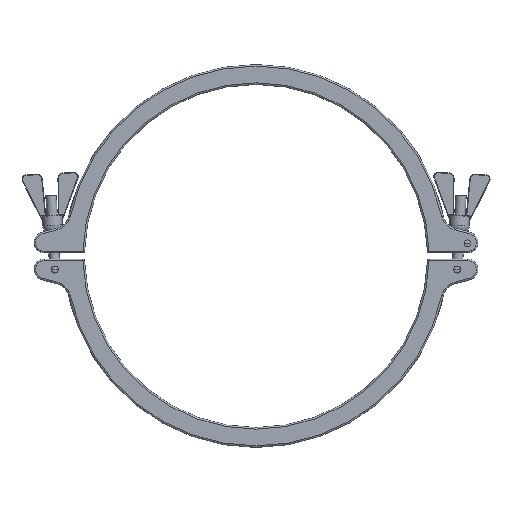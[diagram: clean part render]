
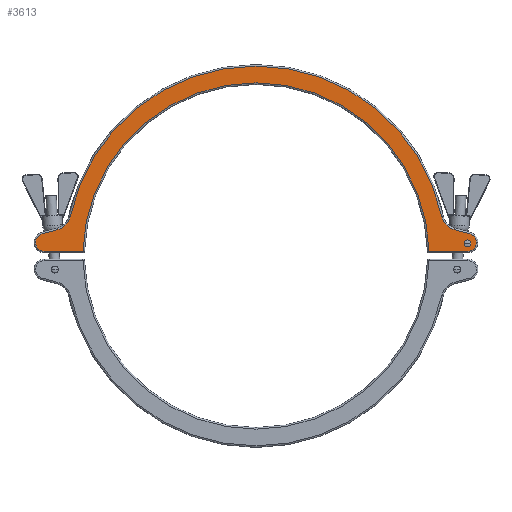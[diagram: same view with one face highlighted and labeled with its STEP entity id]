
A CAD part, top view. The second image highlights one B-rep face of the part: STEP entity #3613.
In plain terms, the highlighted planar face has unit normal (0, 0, 1).
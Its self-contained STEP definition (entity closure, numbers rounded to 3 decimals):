
#41 = CARTESIAN_POINT ( 'NONE',  ( -202.5, 13., 12. ) ) ;
#166 = CARTESIAN_POINT ( 'NONE',  ( 177.786, 37.752, 12. ) ) ;
#169 = CIRCLE ( 'NONE', #11719, 3.3 ) ;
#477 = ORIENTED_EDGE ( 'NONE', *, *, #9557, .T. ) ;
#498 = AXIS2_PLACEMENT_3D ( 'NONE', #15774, #10304, #17184 ) ;
#657 = CARTESIAN_POINT ( 'NONE',  ( 202.5, 4.5, 12. ) ) ;
#932 = LINE ( 'NONE', #657, #3871 ) ;
#988 = ORIENTED_EDGE ( 'NONE', *, *, #5328, .T. ) ;
#1295 = CARTESIAN_POINT ( 'NONE',  ( -202.5, 4.5, 12. ) ) ;
#1333 = ORIENTED_EDGE ( 'NONE', *, *, #4762, .T. ) ;
#1340 = AXIS2_PLACEMENT_3D ( 'NONE', #17450, #12168, #2716 ) ;
#1789 = CARTESIAN_POINT ( 'NONE',  ( 204.7, 21.21, 12. ) ) ;
#1830 = AXIS2_PLACEMENT_3D ( 'NONE', #3616, #10417, #13257 ) ;
#1842 = CARTESIAN_POINT ( 'NONE',  ( -164.223, 4.5, 12. ) ) ;
#1862 = CARTESIAN_POINT ( 'NONE',  ( 202.5, 12., 12. ) ) ;
#1873 = ORIENTED_EDGE ( 'NONE', *, *, #4976, .F. ) ;
#1890 = LINE ( 'NONE', #9994, #2971 ) ;
#1966 = VERTEX_POINT ( 'NONE', #16867 ) ;
#1990 = AXIS2_PLACEMENT_3D ( 'NONE', #10546, #14625, #9069 ) ;
#2256 = EDGE_CURVE ( 'NONE', #12706, #17386, #1890, .T. ) ;
#2389 = PLANE ( 'NONE',  #1830 ) ;
#2522 = CARTESIAN_POINT ( 'NONE',  ( 0., 0., 12. ) ) ;
#2560 = CARTESIAN_POINT ( 'NONE',  ( 211., 13., 12. ) ) ;
#2716 = DIRECTION ( 'NONE',  ( 1., 0., 0. ) ) ;
#2927 = EDGE_CURVE ( 'NONE', #13266, #8336, #6645, .T. ) ;
#2971 = VECTOR ( 'NONE', #11402, 1000. ) ;
#3460 = CIRCLE ( 'NONE', #7142, 16.5 ) ;
#3613 = ADVANCED_FACE ( 'NONE', ( #14484, #6524 ), #2389, .T. ) ;
#3616 = CARTESIAN_POINT ( 'NONE',  ( 0., 0., 12. ) ) ;
#3871 = VECTOR ( 'NONE', #6120, 1000. ) ;
#3876 = ORIENTED_EDGE ( 'NONE', *, *, #13760, .T. ) ;
#4154 = CARTESIAN_POINT ( 'NONE',  ( 189.656, 25.241, 12. ) ) ;
#4392 = CIRCLE ( 'NONE', #14286, 8.5 ) ;
#4473 = DIRECTION ( 'NONE',  ( 1., 0., 0. ) ) ;
#4572 = DIRECTION ( 'NONE',  ( 1., 0., 0. ) ) ;
#4762 = EDGE_CURVE ( 'NONE', #6175, #16669, #11340, .T. ) ;
#4770 = EDGE_CURVE ( 'NONE', #16669, #13266, #3460, .T. ) ;
#4976 = EDGE_CURVE ( 'NONE', #1966, #7437, #9632, .T. ) ;
#5328 = EDGE_CURVE ( 'NONE', #12126, #7773, #16661, .T. ) ;
#5332 = CARTESIAN_POINT ( 'NONE',  ( -165.689, 4.5, 12. ) ) ;
#5560 = ORIENTED_EDGE ( 'NONE', *, *, #11361, .T. ) ;
#5732 = EDGE_CURVE ( 'NONE', #7773, #16960, #8442, .T. ) ;
#6102 = CIRCLE ( 'NONE', #1340, 16.5 ) ;
#6120 = DIRECTION ( 'NONE',  ( 1., 0., 0. ) ) ;
#6175 = VERTEX_POINT ( 'NONE', #1789 ) ;
#6524 = FACE_BOUND ( 'NONE', #15360, .T. ) ;
#6535 = CARTESIAN_POINT ( 'NONE',  ( -204.7, 21.21, 12. ) ) ;
#6645 = CIRCLE ( 'NONE', #17358, 181.75 ) ;
#7010 = EDGE_LOOP ( 'NONE', ( #988, #11687, #477, #14283, #3876, #1333, #9435, #14749, #5560, #8543, #14822 ) ) ;
#7142 = AXIS2_PLACEMENT_3D ( 'NONE', #15155, #15493, #12780 ) ;
#7386 = CARTESIAN_POINT ( 'NONE',  ( 189.656, 25.241, 12. ) ) ;
#7432 = EDGE_CURVE ( 'NONE', #7437, #1966, #169, .T. ) ;
#7437 = VERTEX_POINT ( 'NONE', #8282 ) ;
#7728 = VECTOR ( 'NONE', #4473, 1000. ) ;
#7773 = VERTEX_POINT ( 'NONE', #5332 ) ;
#8082 = DIRECTION ( 'NONE',  ( 1., 0., 0. ) ) ;
#8282 = CARTESIAN_POINT ( 'NONE',  ( 205.8, 12., 12. ) ) ;
#8336 = VERTEX_POINT ( 'NONE', #10414 ) ;
#8442 = CIRCLE ( 'NONE', #17454, 165.75 ) ;
#8543 = ORIENTED_EDGE ( 'NONE', *, *, #2256, .T. ) ;
#8852 = VERTEX_POINT ( 'NONE', #2560 ) ;
#9069 = DIRECTION ( 'NONE',  ( 1., 0., 0. ) ) ;
#9417 = ORIENTED_EDGE ( 'NONE', *, *, #7432, .F. ) ;
#9435 = ORIENTED_EDGE ( 'NONE', *, *, #4770, .T. ) ;
#9557 = EDGE_CURVE ( 'NONE', #16960, #10398, #932, .T. ) ;
#9632 = CIRCLE ( 'NONE', #11878, 3.3 ) ;
#9807 = DIRECTION ( 'NONE',  ( 0., 0., 1. ) ) ;
#9872 = CIRCLE ( 'NONE', #1990, 8.5 ) ;
#9994 = CARTESIAN_POINT ( 'NONE',  ( -204.7, 21.21, 12. ) ) ;
#10075 = CIRCLE ( 'NONE', #498, 8.5 ) ;
#10289 = DIRECTION ( 'NONE',  ( 1., 0., 0. ) ) ;
#10304 = DIRECTION ( 'NONE',  ( 0., 0., 1. ) ) ;
#10398 = VERTEX_POINT ( 'NONE', #12077 ) ;
#10414 = CARTESIAN_POINT ( 'NONE',  ( -177.786, 37.752, 12. ) ) ;
#10417 = DIRECTION ( 'NONE',  ( 0., 0., 1. ) ) ;
#10546 = CARTESIAN_POINT ( 'NONE',  ( 202.5, 13., 12. ) ) ;
#10652 = DIRECTION ( 'NONE',  ( 1., 0., 0. ) ) ;
#10692 = EDGE_CURVE ( 'NONE', #17386, #12126, #4392, .T. ) ;
#10915 = DIRECTION ( 'NONE',  ( 0., 0., 1. ) ) ;
#11077 = VECTOR ( 'NONE', #16725, 1000. ) ;
#11340 = LINE ( 'NONE', #7386, #11077 ) ;
#11361 = EDGE_CURVE ( 'NONE', #8336, #12706, #6102, .T. ) ;
#11402 = DIRECTION ( 'NONE',  ( -0.966, -0.259, 0. ) ) ;
#11687 = ORIENTED_EDGE ( 'NONE', *, *, #5732, .T. ) ;
#11719 = AXIS2_PLACEMENT_3D ( 'NONE', #13325, #10915, #10652 ) ;
#11878 = AXIS2_PLACEMENT_3D ( 'NONE', #1862, #9807, #4572 ) ;
#12012 = EDGE_CURVE ( 'NONE', #10398, #8852, #10075, .T. ) ;
#12052 = DIRECTION ( 'NONE',  ( 0., 0., 1. ) ) ;
#12077 = CARTESIAN_POINT ( 'NONE',  ( 202.5, 4.5, 12. ) ) ;
#12126 = VERTEX_POINT ( 'NONE', #1295 ) ;
#12168 = DIRECTION ( 'NONE',  ( 0., 0., -1. ) ) ;
#12706 = VERTEX_POINT ( 'NONE', #16632 ) ;
#12780 = DIRECTION ( 'NONE',  ( 1., 0., 0. ) ) ;
#13257 = DIRECTION ( 'NONE',  ( 1., 0., 0. ) ) ;
#13266 = VERTEX_POINT ( 'NONE', #166 ) ;
#13325 = CARTESIAN_POINT ( 'NONE',  ( 202.5, 12., 12. ) ) ;
#13760 = EDGE_CURVE ( 'NONE', #8852, #6175, #9872, .T. ) ;
#14283 = ORIENTED_EDGE ( 'NONE', *, *, #12012, .T. ) ;
#14286 = AXIS2_PLACEMENT_3D ( 'NONE', #41, #12052, #8082 ) ;
#14365 = CARTESIAN_POINT ( 'NONE',  ( 0., 0., 12. ) ) ;
#14484 = FACE_OUTER_BOUND ( 'NONE', #7010, .T. ) ;
#14625 = DIRECTION ( 'NONE',  ( 0., 0., 1. ) ) ;
#14749 = ORIENTED_EDGE ( 'NONE', *, *, #2927, .T. ) ;
#14822 = ORIENTED_EDGE ( 'NONE', *, *, #10692, .T. ) ;
#14824 = CARTESIAN_POINT ( 'NONE',  ( 165.689, 4.5, 12. ) ) ;
#15155 = CARTESIAN_POINT ( 'NONE',  ( 193.926, 41.179, 12. ) ) ;
#15360 = EDGE_LOOP ( 'NONE', ( #1873, #9417 ) ) ;
#15493 = DIRECTION ( 'NONE',  ( 0., 0., -1. ) ) ;
#15774 = CARTESIAN_POINT ( 'NONE',  ( 202.5, 13., 12. ) ) ;
#16017 = DIRECTION ( 'NONE',  ( 0., 0., -1. ) ) ;
#16632 = CARTESIAN_POINT ( 'NONE',  ( -189.656, 25.241, 12. ) ) ;
#16661 = LINE ( 'NONE', #1842, #7728 ) ;
#16669 = VERTEX_POINT ( 'NONE', #4154 ) ;
#16725 = DIRECTION ( 'NONE',  ( -0.966, 0.259, 0. ) ) ;
#16867 = CARTESIAN_POINT ( 'NONE',  ( 199.2, 12., 12. ) ) ;
#16960 = VERTEX_POINT ( 'NONE', #14824 ) ;
#16996 = DIRECTION ( 'NONE',  ( 0., 0., 1. ) ) ;
#17184 = DIRECTION ( 'NONE',  ( 1., 0., 0. ) ) ;
#17253 = DIRECTION ( 'NONE',  ( 1., 0., 0. ) ) ;
#17358 = AXIS2_PLACEMENT_3D ( 'NONE', #14365, #16996, #10289 ) ;
#17386 = VERTEX_POINT ( 'NONE', #6535 ) ;
#17450 = CARTESIAN_POINT ( 'NONE',  ( -193.926, 41.179, 12. ) ) ;
#17454 = AXIS2_PLACEMENT_3D ( 'NONE', #2522, #16017, #17253 ) ;
